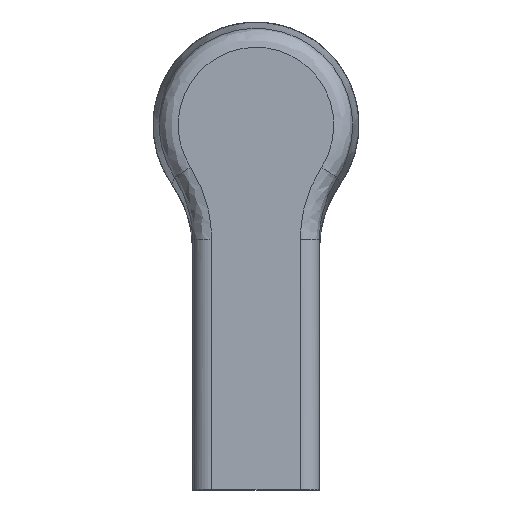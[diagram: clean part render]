
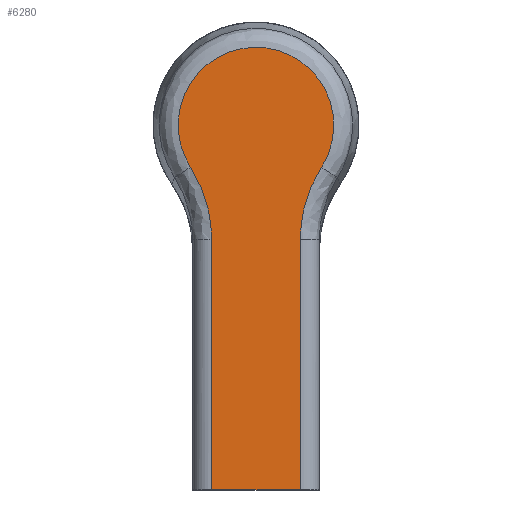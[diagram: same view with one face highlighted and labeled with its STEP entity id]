
A CAD part, left-side view. The second image highlights one B-rep face of the part: STEP entity #6280.
In plain terms, the highlighted face is planar.
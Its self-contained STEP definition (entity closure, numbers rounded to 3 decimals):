
#5070=CARTESIAN_POINT('',(86.,42.8,0.));
#5080=VERTEX_POINT('',#5070);
#5320=CARTESIAN_POINT('',(86.,37.2,0.));
#5330=VERTEX_POINT('',#5320);
#5360=CARTESIAN_POINT('',(86.,0.,0.));
#5370=DIRECTION('',(0.,1.,0.));
#5380=VECTOR('',#5370,1.);
#5390=LINE('',#5360,#5380);
#5400=EDGE_CURVE('',#5330,#5080,#5390,.T.);
#5450=CARTESIAN_POINT('',(86.,36.,0.));
#5460=DIRECTION('',(-1.,0.,0.));
#5470=DIRECTION('',(0.,-1.,0.));
#5480=AXIS2_PLACEMENT_3D('',#5450,#5460,#5470);
#5490=PLANE('',#5480);
#5500=CARTESIAN_POINT('',(86.,44.121,20.341));
#5510=CARTESIAN_POINT('',(86.,44.09,20.293));
#5520=CARTESIAN_POINT('',(86.,44.06,20.244));
#5530=CARTESIAN_POINT('',(86.,44.024,20.186));
#5540=CARTESIAN_POINT('',(86.,44.017,20.175));
#5550=CARTESIAN_POINT('',(86.,43.669,19.599));
#5560=CARTESIAN_POINT('',(86.,43.38,18.963));
#5570=CARTESIAN_POINT('',(86.,42.977,17.664));
#5580=CARTESIAN_POINT('',(86.,42.854,16.99));
#5590=CARTESIAN_POINT('',(86.,42.808,16.208));
#5600=CARTESIAN_POINT('',(86.,42.804,16.102));
#5610=CARTESIAN_POINT('',(86.,42.801,15.937));
#5620=CARTESIAN_POINT('',(86.,42.8,15.877));
#5630=CARTESIAN_POINT('',(86.,42.8,15.816));
#5640=B_SPLINE_CURVE_WITH_KNOTS('',3,(#5500,#5510,#5520,#5530,#5540,
#5550,#5560,#5570,#5580,#5590,#5600,#5610,#5620,#5630),.UNSPECIFIED.,.F.
,.F.,(4,2,2,2,2,2,4),(0.,0.163,0.197,
2.08,3.97,4.257,4.427),
.UNSPECIFIED.);
#5650=CARTESIAN_POINT('',(86.,44.121,20.341));
#5660=VERTEX_POINT('',#5650);
#5670=CARTESIAN_POINT('',(86.,42.8,15.816));
#5680=VERTEX_POINT('',#5670);
#5690=EDGE_CURVE('',#5660,#5680,#5640,.T.);
#5700=ORIENTED_EDGE('',*,*,#5690,.F.);
#5710=CARTESIAN_POINT('',(86.,42.8,0.));
#5720=DIRECTION('',(-0.,0.,-1.));
#5730=VECTOR('',#5720,1.);
#5740=LINE('',#5710,#5730);
#5750=EDGE_CURVE('',#5680,#5080,#5740,.T.);
#5760=ORIENTED_EDGE('',*,*,#5750,.F.);
#5770=ORIENTED_EDGE('',*,*,#5400,.T.);
#5780=CARTESIAN_POINT('',(86.,37.2,0.));
#5790=DIRECTION('',(-0.,0.,-1.));
#5800=VECTOR('',#5790,1.);
#5810=LINE('',#5780,#5800);
#5820=CARTESIAN_POINT('',(86.,37.2,15.816));
#5830=VERTEX_POINT('',#5820);
#5840=EDGE_CURVE('',#5830,#5330,#5810,.T.);
#5850=ORIENTED_EDGE('',*,*,#5840,.T.);
#5860=CARTESIAN_POINT('',(86.,35.873,20.351));
#5870=CARTESIAN_POINT('',(86.,35.906,20.3));
#5880=CARTESIAN_POINT('',(86.,35.939,20.246));
#5890=CARTESIAN_POINT('',(86.,35.976,20.186));
#5900=CARTESIAN_POINT('',(86.,35.983,20.175));
#5910=CARTESIAN_POINT('',(86.,36.331,19.599));
#5920=CARTESIAN_POINT('',(86.,36.62,18.963));
#5930=CARTESIAN_POINT('',(86.,37.023,17.664));
#5940=CARTESIAN_POINT('',(86.,37.146,16.99));
#5950=CARTESIAN_POINT('',(86.,37.192,16.208));
#5960=CARTESIAN_POINT('',(86.,37.196,16.102));
#5970=CARTESIAN_POINT('',(86.,37.199,15.937));
#5980=CARTESIAN_POINT('',(86.,37.2,15.877));
#5990=CARTESIAN_POINT('',(86.,37.2,15.816));
#6000=B_SPLINE_CURVE_WITH_KNOTS('',3,(#5860,#5870,#5880,#5890,#5900,
#5910,#5920,#5930,#5940,#5950,#5960,#5970,#5980,#5990),.UNSPECIFIED.,.F.
,.F.,(4,2,2,2,2,2,4),(0.,0.168,0.203,
2.085,3.975,4.263,4.433),
.UNSPECIFIED.);
#6010=CARTESIAN_POINT('',(86.,35.873,20.351));
#6020=VERTEX_POINT('',#6010);
#6030=EDGE_CURVE('',#6020,#5830,#6000,.T.);
#6040=ORIENTED_EDGE('',*,*,#6030,.T.);
#6050=CARTESIAN_POINT('',(86.,35.873,20.351));
#6060=CARTESIAN_POINT('',(86.,35.847,20.392));
#6070=CARTESIAN_POINT('',(86.,35.821,20.433));
#6080=CARTESIAN_POINT('',(86.,35.719,20.603));
#6090=CARTESIAN_POINT('',(86.,35.647,20.736));
#6100=CARTESIAN_POINT('',(86.,34.934,22.217));
#6110=CARTESIAN_POINT('',(86.,34.934,23.783));
#6120=CARTESIAN_POINT('',(86.,36.229,26.472));
#6130=CARTESIAN_POINT('',(86.,37.454,27.449));
#6140=CARTESIAN_POINT('',(86.,40.364,28.113));
#6150=CARTESIAN_POINT('',(86.,41.891,27.765));
#6160=CARTESIAN_POINT('',(86.,44.224,25.904));
#6170=CARTESIAN_POINT('',(86.,44.904,24.492));
#6180=CARTESIAN_POINT('',(86.,44.904,22.099));
#6190=CARTESIAN_POINT('',(86.,44.656,21.228));
#6200=CARTESIAN_POINT('',(86.,44.178,20.431));
#6210=CARTESIAN_POINT('',(86.,44.149,20.385));
#6220=CARTESIAN_POINT('',(86.,44.121,20.341));
#6230=B_SPLINE_CURVE_WITH_KNOTS('',3,(#6050,#6060,#6070,#6080,#6090,
#6100,#6110,#6120,#6130,#6140,#6150,#6160,#6170,#6180,#6190,#6200,#6210,
#6220),.UNSPECIFIED.,.F.,.F.,(4,2,2,2,2,2,2,2,4),(0.,0.163,
0.67,5.663,10.656,15.648,
20.641,23.655,23.826),.UNSPECIFIED.);
#6240=EDGE_CURVE('',#6020,#5660,#6230,.T.);
#6250=ORIENTED_EDGE('',*,*,#6240,.F.);
#6260=EDGE_LOOP('',(#6250,#6040,#5850,#5770,#5760,#5700));
#6270=FACE_OUTER_BOUND('',#6260,.T.);
#6280=ADVANCED_FACE('',(#6270),#5490,.F.);
